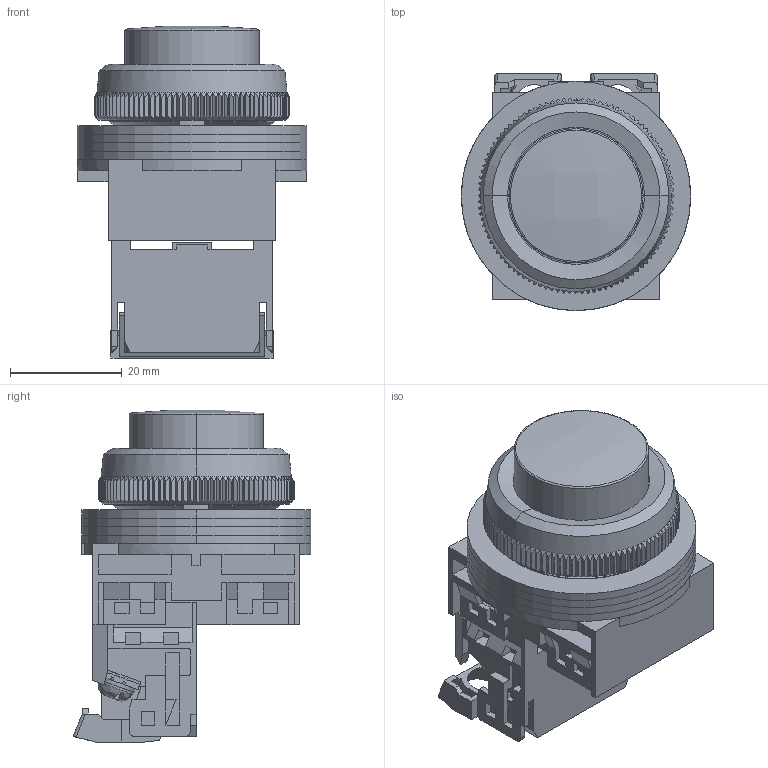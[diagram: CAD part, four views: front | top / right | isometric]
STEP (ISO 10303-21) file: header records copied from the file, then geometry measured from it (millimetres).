
FILE_DESCRIPTION (( 'STEP AP214' ), '1' );
FILE_NAME ('AR30E0R-10WZC.step', '2018-02-13T19:57:57', ( '' ), ( '' ), 'SwSTEP 2.0', 'SolidWorks 2017', '' );
FILE_SCHEMA (( 'AUTOMOTIVE_DESIGN' ));
Length unit declared in the file: inch
Products named in the file (1): AR30E0R-10WZC
Bounding box: 41 x 42.5 x 59.35 mm (x, y, z)
Volume: 26906.2 mm3; surface area: 31517.6 mm2
Topology: 16 solids, 16 shells, 1234 faces, 3344 edges, 2135 vertices
Faces by surface type: plane 775, cylinder 249, cone 191, bspline 19
Entity records: 56194 total; most frequent: CARTESIAN_POINT 9502, ORIENTED_EDGE 6688, DIRECTION 5899, EDGE_CURVE 3344, VERTEX_POINT 2135, VECTOR 2065, LINE 2065, AXIS2_PLACEMENT_3D 1917
